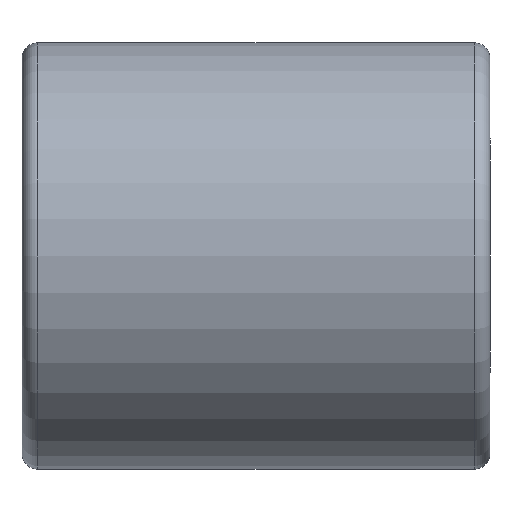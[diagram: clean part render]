
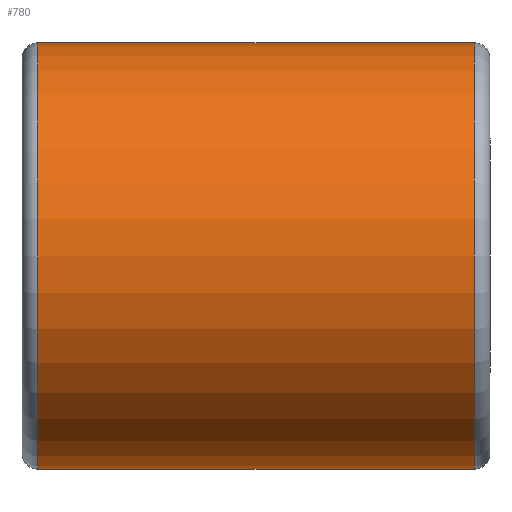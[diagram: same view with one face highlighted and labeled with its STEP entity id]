
A CAD part, front view. The second image highlights one B-rep face of the part: STEP entity #780.
In plain terms, the highlighted cylindrical face has radius 41 mm (diameter 82 mm), a partial arc.
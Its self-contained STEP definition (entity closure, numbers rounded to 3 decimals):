
#74 = EDGE_CURVE ( 'NONE', #1201, #2185, #313, .T. ) ;
#150 = DIRECTION ( 'NONE',  ( 0., 0., -1. ) ) ;
#237 = CYLINDRICAL_SURFACE ( 'NONE', #4586, 41. ) ;
#241 = CARTESIAN_POINT ( 'NONE',  ( 0., 0., 0. ) ) ;
#313 = LINE ( 'NONE', #1162, #1793 ) ;
#344 = DIRECTION ( 'NONE',  ( -1., 0., 0. ) ) ;
#558 = CARTESIAN_POINT ( 'NONE',  ( 3., 0., 0. ) ) ;
#683 = VERTEX_POINT ( 'NONE', #1475 ) ;
#780 = ADVANCED_FACE ( 'NONE', ( #5035 ), #237, .T. ) ;
#781 = ORIENTED_EDGE ( 'NONE', *, *, #4601, .T. ) ;
#796 = DIRECTION ( 'NONE',  ( -1., 0., 0. ) ) ;
#1006 = VERTEX_POINT ( 'NONE', #3818 ) ;
#1136 = CARTESIAN_POINT ( 'NONE',  ( 87., 0., 0. ) ) ;
#1162 = CARTESIAN_POINT ( 'NONE',  ( 0., 0., -41. ) ) ;
#1201 = VERTEX_POINT ( 'NONE', #1771 ) ;
#1475 = CARTESIAN_POINT ( 'NONE',  ( 87., 0., 41. ) ) ;
#1620 = EDGE_CURVE ( 'NONE', #1006, #2185, #4270, .T. ) ;
#1631 = DIRECTION ( 'NONE',  ( -1., 0., 0. ) ) ;
#1657 = DIRECTION ( 'NONE',  ( 0., 0., 1. ) ) ;
#1771 = CARTESIAN_POINT ( 'NONE',  ( 87., 0., -41. ) ) ;
#1793 = VECTOR ( 'NONE', #796, 1000. ) ;
#2097 = CARTESIAN_POINT ( 'NONE',  ( 0., 0., 41. ) ) ;
#2185 = VERTEX_POINT ( 'NONE', #2807 ) ;
#2203 = DIRECTION ( 'NONE',  ( 0., 0., 1. ) ) ;
#2358 = LINE ( 'NONE', #2097, #4460 ) ;
#2483 = DIRECTION ( 'NONE',  ( 1., 0., 0. ) ) ;
#2619 = ORIENTED_EDGE ( 'NONE', *, *, #74, .F. ) ;
#2716 = CIRCLE ( 'NONE', #4318, 41. ) ;
#2776 = ORIENTED_EDGE ( 'NONE', *, *, #3441, .T. ) ;
#2807 = CARTESIAN_POINT ( 'NONE',  ( 3., 0., -41. ) ) ;
#3441 = EDGE_CURVE ( 'NONE', #1201, #683, #2716, .T. ) ;
#3530 = AXIS2_PLACEMENT_3D ( 'NONE', #558, #2483, #150 ) ;
#3818 = CARTESIAN_POINT ( 'NONE',  ( 3., 0., 41. ) ) ;
#4270 = CIRCLE ( 'NONE', #3530, 41. ) ;
#4318 = AXIS2_PLACEMENT_3D ( 'NONE', #1136, #4591, #1657 ) ;
#4397 = EDGE_LOOP ( 'NONE', ( #2619, #2776, #781, #5091 ) ) ;
#4460 = VECTOR ( 'NONE', #1631, 1000. ) ;
#4586 = AXIS2_PLACEMENT_3D ( 'NONE', #241, #344, #2203 ) ;
#4591 = DIRECTION ( 'NONE',  ( -1., 0., 0. ) ) ;
#4601 = EDGE_CURVE ( 'NONE', #683, #1006, #2358, .T. ) ;
#5035 = FACE_OUTER_BOUND ( 'NONE', #4397, .T. ) ;
#5091 = ORIENTED_EDGE ( 'NONE', *, *, #1620, .T. ) ;
